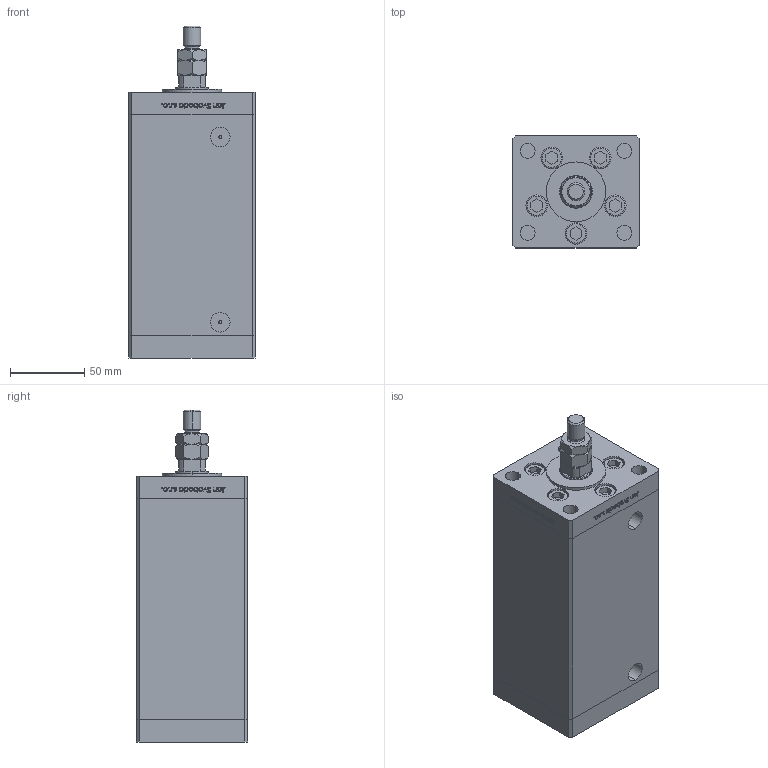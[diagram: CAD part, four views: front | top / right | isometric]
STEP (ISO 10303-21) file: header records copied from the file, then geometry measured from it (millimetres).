
FILE_DESCRIPTION (( 'STEP AP203' ), '1' );
FILE_NAME ('d573.STEP', '2024-01-08T18:00:40', ( '' ), ( '' ), 'SwSTEP 2.0', 'SolidWorks 2019', '' );
FILE_SCHEMA (( 'CONFIG_CONTROL_DESIGN' ));
Length unit declared in the file: millimetre
Products named in the file (7): ALLEN BOLT 8397b3378fe759c00914d3f18f7911e2; V220C BACK_B 8397b3378fe759c00914d3f18f7911e2; V220C_FRONT_B 8397b3378fe759c00914d3f18f7911e2; V220C_B MIDDLE 8397b3378fe759c00914d3f18f7911e2; MTA 8397b3378fe759c00914d3f18f7911e2; V220C_VC_B 8397b3378fe759c00914d3f18f7911e2; d573
Assembly tree (15 placements, depth 2):
  d573
    V220C_B MIDDLE 8397b3378fe759c00914d3f18f7911e2
    V220C BACK_B 8397b3378fe759c00914d3f18f7911e2
    V220C_FRONT_B 8397b3378fe759c00914d3f18f7911e2
    V220C_VC_B 8397b3378fe759c00914d3f18f7911e2
    ALLEN BOLT 8397b3378fe759c00914d3f18f7911e2  x10
    MTA 8397b3378fe759c00914d3f18f7911e2
Bounding box: 85 x 75 x 223 mm (x, y, z)
Volume: 1018612.4 mm3; surface area: 162812.4 mm2
Topology: 15 solids, 15 shells, 1234 faces, 3063 edges, 1997 vertices
Faces by surface type: bspline 484, plane 479, cylinder 151, cone 74, torus 46
Entity records: 53802 total; most frequent: CARTESIAN_POINT 30776, ORIENTED_EDGE 5294, DIRECTION 3041, EDGE_CURVE 2647, VERTEX_POINT 1745, VECTOR 1341, LINE 1341, EDGE_LOOP 1202
